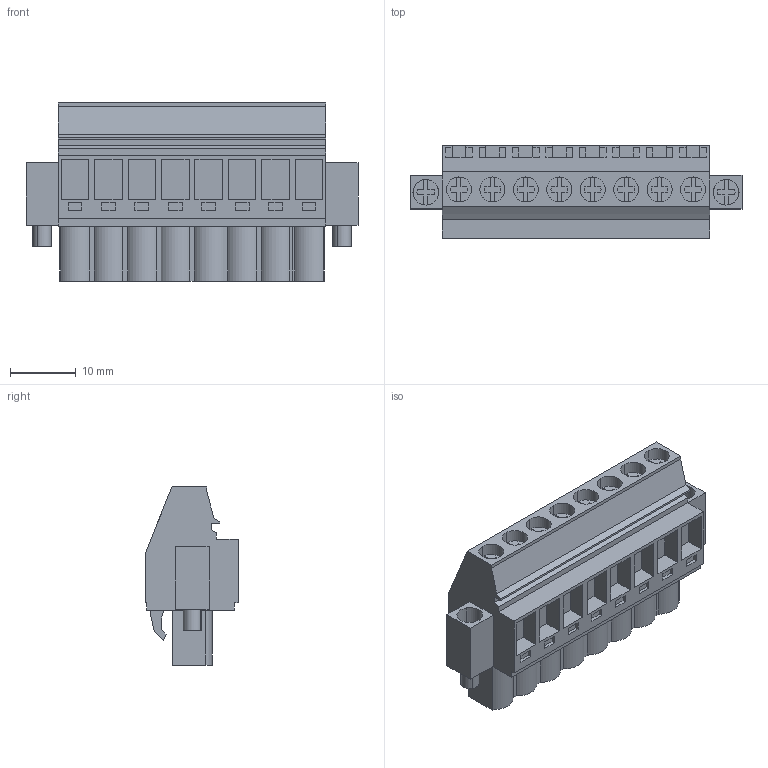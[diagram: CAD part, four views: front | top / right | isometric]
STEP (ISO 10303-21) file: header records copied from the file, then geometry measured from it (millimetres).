
FILE_DESCRIPTION(('CATIA V5 STEP','CAx-IF Rec.Pracs.--- Model Styling and Organization---1.2---2011-12-15'),'2;1');
FILE_NAME ('D1460188_0_1950640000_1950640000.stp','2017-09-09T08:12:10+00:00',('none'),('Weidmueller'),'CATIA Version 5-6 Release 2014','CATIA V5 STEP AP214','none');
FILE_SCHEMA(('AUTOMOTIVE_DESIGN { 1 0 10303 214 1 1 1 1 }'));
Length unit declared in the file: millimetre
Products named in the file (1): 1950640000
Bounding box: 50.44 x 14.1 x 27.1 mm (x, y, z)
Volume: 9649.3 mm3; surface area: 6356.7 mm2
Topology: 11 solids, 11 shells, 594 faces, 1640 edges, 1107 vertices
Faces by surface type: plane 502, cylinder 90, extrusion 2
Entity records: 17471 total; most frequent: ORIENTED_EDGE 3280, CARTESIAN_POINT 3137, DIRECTION 2364, EDGE_CURVE 1640, VECTOR 1418, LINE 1416, VERTEX_POINT 1107, EDGE_LOOP 639
